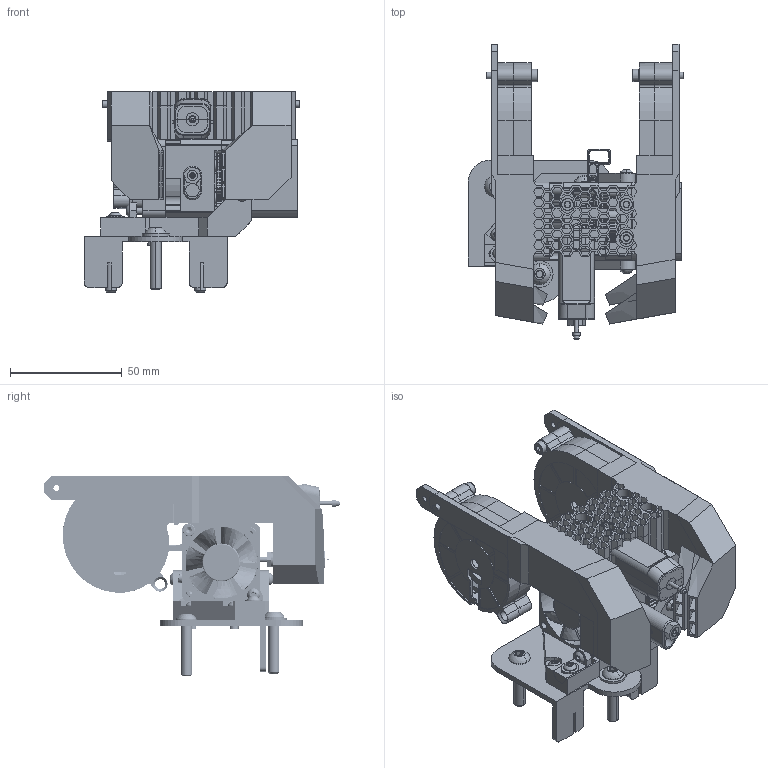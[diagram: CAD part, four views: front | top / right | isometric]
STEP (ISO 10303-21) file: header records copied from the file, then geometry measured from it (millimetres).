
FILE_DESCRIPTION(/* description */ ('CAx-IF Rec.Pracs.---Representation and Presentation of Product Manufacturing Information (PMI)---4.0---2014-10-13','CAx-IF Rec.Pracs.---3D Tessellated Geometry---0.4---2014-09-14','2;1'),/* implementation_level */ '2;1');
FILE_NAME(/* name */ 'k3d_ehp_v2.1',/* time_stamp */ '2024-05-30T21:09:02+03:00',/* author */ (''),/* organization */ (''),/* preprocessor_version */ 'ST-DEVELOPER v20',/* originating_system */ 'SIEMENS PLM Software NX2312.4001',/* authorisation */ $);
FILE_SCHEMA (('AP242_MANAGED_MODEL_BASED_3D_ENGINEERING_MIM_LF { 1 0 10303 442 3 1 4 }'));
Products named in the file (1): k3d_ehp_v2.1
Bounding box: 96.6 x 132.5 x 89.81 mm (x, y, z)
Volume: 230557.9 mm3; surface area: 299721.8 mm2
Topology: 58 solids, 60 shells, 6071 faces, 17162 edges, 11231 vertices
Faces by surface type: plane 3723, cylinder 1821, cone 366, bspline 116, torus 29, sphere 16
Full cylindrical faces by diameter (mm): 0.6 x1, 1.6 x4, 1.87 x2, 1.9 x1, 2 x2, 2.013 x1, 2.033 x3, 2.4 x1, 2.459 x15, 2.47 x1, 2.5 x26, 2.7 x13, 3 x25, 3.2 x16, 3.3 x4, 4 x7, 4.053 x1, 4.5 x10, 5 x13, 5.4 x2, 5.5 x9, 5.6 x2, 5.65 x4, 5.7 x6, 5.8 x1, 6 x14, 6.5 x2, 6.601 x1, 7.2 x1, 8 x7
Entity records: 231979 total; most frequent: CARTESIAN_POINT 70937, ORIENTED_EDGE 34162, DIRECTION 32407, EDGE_CURVE 17081, VERTEX_POINT 11221, LINE 11159, VECTOR 11159, AXIS2_PLACEMENT_3D 10624
